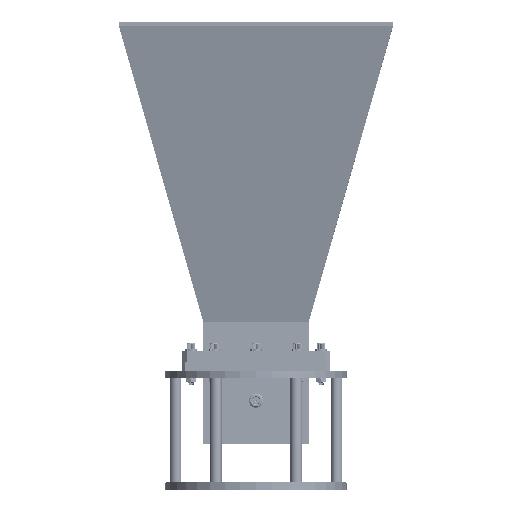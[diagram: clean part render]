
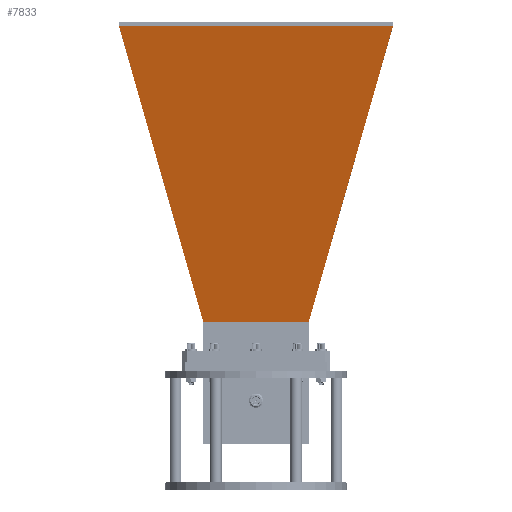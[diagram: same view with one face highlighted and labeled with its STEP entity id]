
A CAD part, top view. The second image highlights one B-rep face of the part: STEP entity #7833.
In plain terms, the highlighted face is planar.
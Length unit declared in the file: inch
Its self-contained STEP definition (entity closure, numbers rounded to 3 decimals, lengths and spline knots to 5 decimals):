
#602 = DIRECTION ( 'NONE',  ( -0.226, 0.267, 0.937 ) ) ;
#703 = LINE ( 'NONE', #22246, #39353 ) ;
#728 = CARTESIAN_POINT ( 'NONE',  ( -4.27464, -5.90288, 14.70559 ) ) ;
#1501 = EDGE_LOOP ( 'NONE', ( #1686, #36606, #21036, #25774 ) ) ;
#1686 = ORIENTED_EDGE ( 'NONE', *, *, #31421, .T. ) ;
#2942 = LINE ( 'NONE', #36696, #16980 ) ;
#2970 = CARTESIAN_POINT ( 'NONE',  ( -1.19311, 2.2688, 1.95443 ) ) ;
#3045 = CARTESIAN_POINT ( 'NONE',  ( -4.27464, 5.90288, 14.70559 ) ) ;
#5370 = DIRECTION ( 'NONE',  ( -0.235, 0., 0.972 ) ) ;
#6123 = LINE ( 'NONE', #8732, #33175 ) ;
#6423 = CARTESIAN_POINT ( 'NONE',  ( -1.19311, 2.2688, 1.95443 ) ) ;
#7612 = FACE_OUTER_BOUND ( 'NONE', #1501, .T. ) ;
#7833 = ADVANCED_FACE ( 'NONE', ( #7612 ), #17551, .T. ) ;
#8732 = CARTESIAN_POINT ( 'NONE',  ( -1.19311, 0., 1.95443 ) ) ;
#10160 = VERTEX_POINT ( 'NONE', #14614 ) ;
#14614 = CARTESIAN_POINT ( 'NONE',  ( -1.19311, -2.2688, 1.95443 ) ) ;
#15120 = DIRECTION ( 'NONE',  ( 0.226, 0.267, -0.937 ) ) ;
#16980 = VECTOR ( 'NONE', #15120, 39.37008 ) ;
#17304 = VERTEX_POINT ( 'NONE', #728 ) ;
#17551 = PLANE ( 'NONE',  #18785 ) ;
#18180 = LINE ( 'NONE', #6423, #20322 ) ;
#18785 = AXIS2_PLACEMENT_3D ( 'NONE', #35723, #26540, #5370 ) ;
#20322 = VECTOR ( 'NONE', #602, 39.37008 ) ;
#20802 = VERTEX_POINT ( 'NONE', #3045 ) ;
#21036 = ORIENTED_EDGE ( 'NONE', *, *, #34633, .T. ) ;
#22246 = CARTESIAN_POINT ( 'NONE',  ( -4.27464, 0., 14.70559 ) ) ;
#22370 = EDGE_CURVE ( 'NONE', #32430, #20802, #18180, .T. ) ;
#25774 = ORIENTED_EDGE ( 'NONE', *, *, #22370, .F. ) ;
#26540 = DIRECTION ( 'NONE',  ( -0.972, 0., -0.235 ) ) ;
#27123 = EDGE_CURVE ( 'NONE', #17304, #10160, #2942, .T. ) ;
#29168 = DIRECTION ( 'NONE',  ( 0., 1., 0. ) ) ;
#30084 = DIRECTION ( 'NONE',  ( 0., -1., 0. ) ) ;
#31421 = EDGE_CURVE ( 'NONE', #32430, #10160, #6123, .T. ) ;
#32430 = VERTEX_POINT ( 'NONE', #2970 ) ;
#33175 = VECTOR ( 'NONE', #30084, 39.37008 ) ;
#34633 = EDGE_CURVE ( 'NONE', #17304, #20802, #703, .T. ) ;
#35723 = CARTESIAN_POINT ( 'NONE',  ( -2.74856, 0., 8.39076 ) ) ;
#36606 = ORIENTED_EDGE ( 'NONE', *, *, #27123, .F. ) ;
#36696 = CARTESIAN_POINT ( 'NONE',  ( -4.27464, -5.90288, 14.70559 ) ) ;
#39353 = VECTOR ( 'NONE', #29168, 39.37008 ) ;
